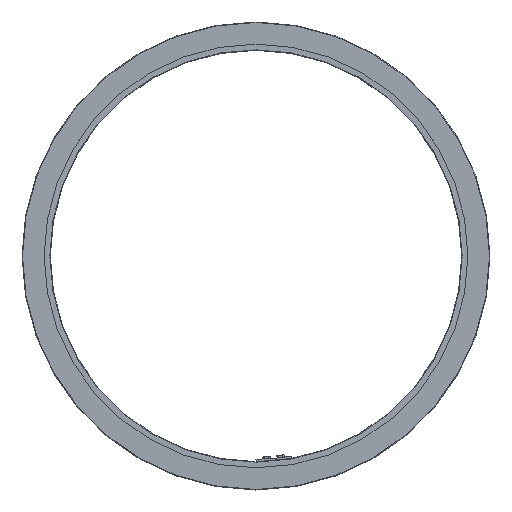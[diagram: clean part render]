
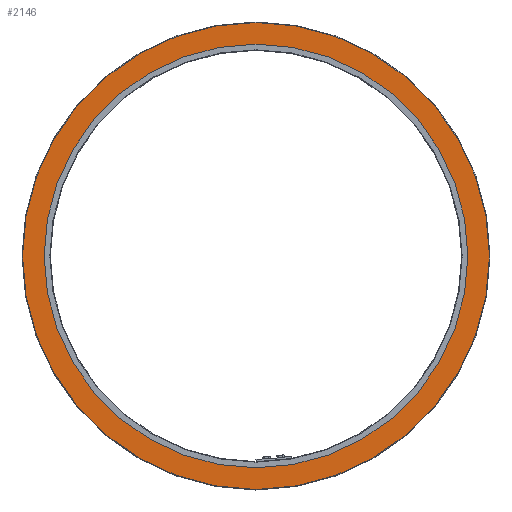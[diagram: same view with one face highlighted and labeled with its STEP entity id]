
A CAD part, top view. The second image highlights one B-rep face of the part: STEP entity #2146.
In plain terms, the highlighted planar face has unit normal (0, 0, 1).
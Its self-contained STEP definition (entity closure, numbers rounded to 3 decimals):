
#200 = CARTESIAN_POINT ( 'NONE',  ( 0., 0., 32.5 ) ) ;
#254 = VERTEX_POINT ( 'NONE', #4491 ) ;
#296 = CIRCLE ( 'NONE', #1091, 430. ) ;
#467 = DIRECTION ( 'NONE',  ( 0., 0., 1. ) ) ;
#480 = CARTESIAN_POINT ( 'NONE',  ( 474., 0., 32.5 ) ) ;
#693 = ORIENTED_EDGE ( 'NONE', *, *, #5031, .T. ) ;
#765 = PLANE ( 'NONE',  #3615 ) ;
#924 = CARTESIAN_POINT ( 'NONE',  ( 0., 0., 32.5 ) ) ;
#1006 = DIRECTION ( 'NONE',  ( 0., 0., 1. ) ) ;
#1091 = AXIS2_PLACEMENT_3D ( 'NONE', #4798, #1006, #3074 ) ;
#1173 = EDGE_LOOP ( 'NONE', ( #693, #2018 ) ) ;
#1180 = DIRECTION ( 'NONE',  ( 1., 0., 0. ) ) ;
#1245 = VERTEX_POINT ( 'NONE', #1604 ) ;
#1259 = AXIS2_PLACEMENT_3D ( 'NONE', #924, #467, #3923 ) ;
#1317 = VERTEX_POINT ( 'NONE', #4667 ) ;
#1425 = ORIENTED_EDGE ( 'NONE', *, *, #2812, .F. ) ;
#1566 = CARTESIAN_POINT ( 'NONE',  ( 0., 0., 32.5 ) ) ;
#1604 = CARTESIAN_POINT ( 'NONE',  ( -430., 0., 32.5 ) ) ;
#1659 = DIRECTION ( 'NONE',  ( 0., 0., -1. ) ) ;
#1843 = DIRECTION ( 'NONE',  ( 0., 0., 1. ) ) ;
#2018 = ORIENTED_EDGE ( 'NONE', *, *, #4330, .T. ) ;
#2146 = ADVANCED_FACE ( 'NONE', ( #3716, #2569 ), #765, .F. ) ;
#2208 = CIRCLE ( 'NONE', #4683, 474. ) ;
#2493 = CARTESIAN_POINT ( 'NONE',  ( -430., 0., 32.5 ) ) ;
#2569 = FACE_BOUND ( 'NONE', #3430, .T. ) ;
#2619 = CIRCLE ( 'NONE', #1259, 474. ) ;
#2766 = DIRECTION ( 'NONE',  ( -1., 0., 0. ) ) ;
#2772 = CIRCLE ( 'NONE', #5200, 430. ) ;
#2812 = EDGE_CURVE ( 'NONE', #1317, #1245, #296, .T. ) ;
#3035 = ORIENTED_EDGE ( 'NONE', *, *, #3148, .F. ) ;
#3074 = DIRECTION ( 'NONE',  ( 1., 0., 0. ) ) ;
#3148 = EDGE_CURVE ( 'NONE', #1245, #1317, #2772, .T. ) ;
#3321 = DIRECTION ( 'NONE',  ( -1., 0., 0. ) ) ;
#3323 = DIRECTION ( 'NONE',  ( 0., 0., 1. ) ) ;
#3430 = EDGE_LOOP ( 'NONE', ( #1425, #3035 ) ) ;
#3615 = AXIS2_PLACEMENT_3D ( 'NONE', #2493, #1659, #3321 ) ;
#3716 = FACE_OUTER_BOUND ( 'NONE', #1173, .T. ) ;
#3923 = DIRECTION ( 'NONE',  ( -1., 0., 0. ) ) ;
#4330 = EDGE_CURVE ( 'NONE', #4913, #254, #2619, .T. ) ;
#4491 = CARTESIAN_POINT ( 'NONE',  ( -474., 0., 32.5 ) ) ;
#4667 = CARTESIAN_POINT ( 'NONE',  ( 430., 0., 32.5 ) ) ;
#4683 = AXIS2_PLACEMENT_3D ( 'NONE', #200, #1843, #2766 ) ;
#4798 = CARTESIAN_POINT ( 'NONE',  ( 0., 0., 32.5 ) ) ;
#4913 = VERTEX_POINT ( 'NONE', #480 ) ;
#5031 = EDGE_CURVE ( 'NONE', #254, #4913, #2208, .T. ) ;
#5200 = AXIS2_PLACEMENT_3D ( 'NONE', #1566, #3323, #1180 ) ;
